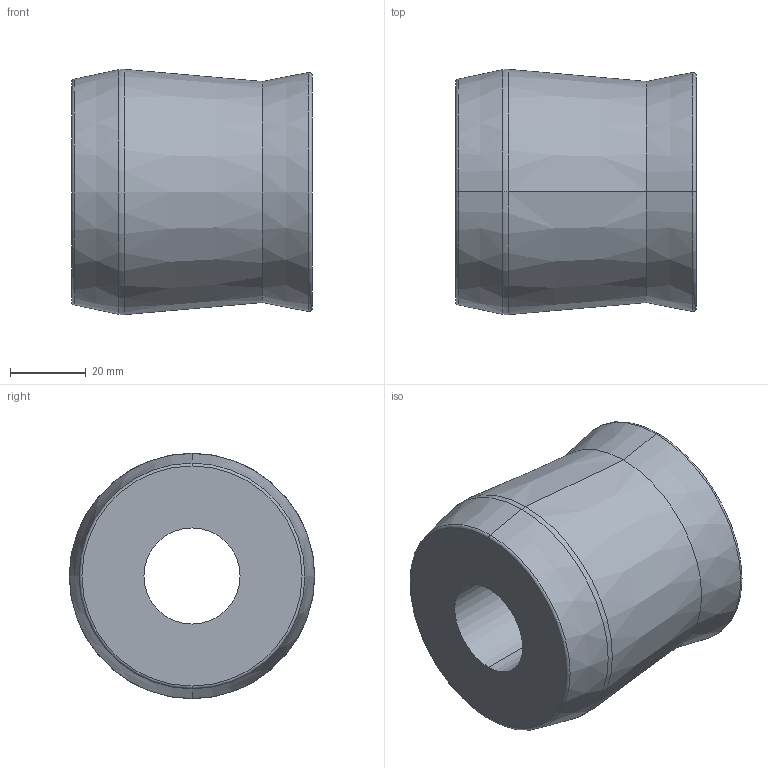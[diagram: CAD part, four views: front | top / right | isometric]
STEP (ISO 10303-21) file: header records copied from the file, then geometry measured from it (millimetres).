
FILE_DESCRIPTION (( 'STEP AP214' ), '1' );
FILE_NAME ('30GAZ-02.step', '2023-03-21T19:53:44', ( '' ), ( '' ), 'SwSTEP 2.0', 'SolidWorks 2019', '' );
FILE_SCHEMA (( 'AUTOMOTIVE_DESIGN' ));
Length unit declared in the file: inch
Products named in the file (1): 30GAZ-02
Bounding box: 63.5 x 64.85 x 64.85 mm (x, y, z)
Volume: 157333.7 mm3; surface area: 22276.4 mm2
Topology: 1 solids, 1 shells, 16 faces, 32 edges, 18 vertices
Faces by surface type: torus 6, cone 6, cylinder 2, plane 2
Entity records: 464 total; most frequent: DIRECTION 90, CARTESIAN_POINT 67, ORIENTED_EDGE 64, AXIS2_PLACEMENT_3D 41, EDGE_CURVE 32, CIRCLE 24, VERTEX_POINT 18, EDGE_LOOP 18
